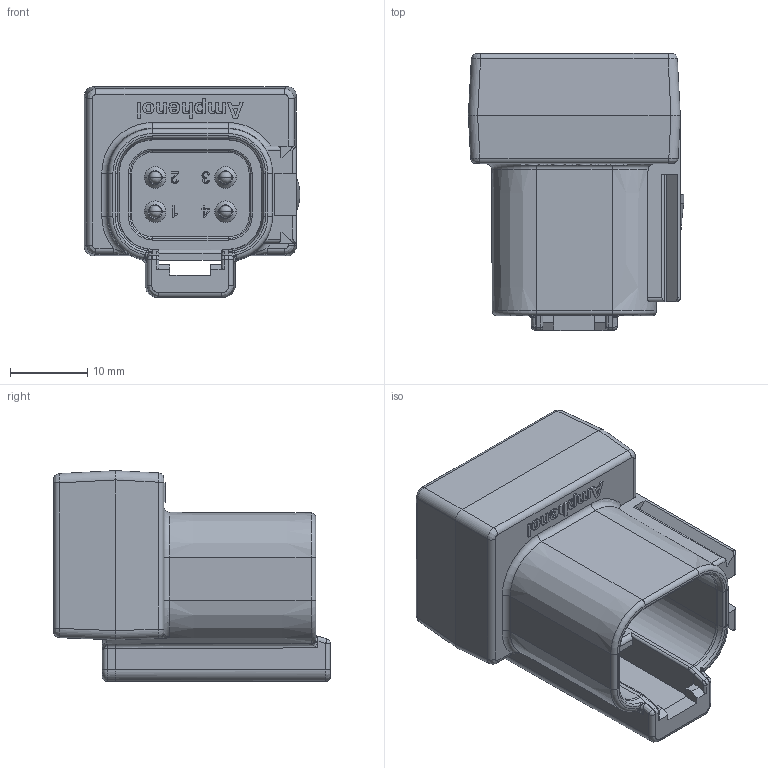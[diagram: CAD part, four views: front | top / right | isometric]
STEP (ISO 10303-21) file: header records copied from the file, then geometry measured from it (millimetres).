
FILE_DESCRIPTION((''),'2;1');
FILE_NAME('PL000690-A-1','2018-10-25T',('sullen.zhang'),(''),'PRO/ENGINEER BY PARAMETRIC TECHNOLOGY CORPORATION, 2016360','PRO/ENGINEER BY PARAMETRIC TECHNOLOGY CORPORATION, 2016360','');
FILE_SCHEMA(('CONFIG_CONTROL_DESIGN'));
Length unit declared in the file: millimetre
Products named in the file (1): PL000690-A-1
Bounding box: 27.86 x 35.81 x 27.26 mm (x, y, z)
Volume: 11491.9 mm3; surface area: 6169.4 mm2
Topology: 1 solids, 1 shells, 785 faces, 2067 edges, 1327 vertices
Faces by surface type: plane 348, extrusion 241, cylinder 97, bspline 42, torus 30, cone 17, sphere 10
Entity records: 26889 total; most frequent: CARTESIAN_POINT 8687, ORIENTED_EDGE 4118, DIRECTION 2944, EDGE_CURVE 2059, VECTOR 1464, VERTEX_POINT 1327, LINE 1223, B_SPLINE_CURVE_WITH_KNOTS 839
